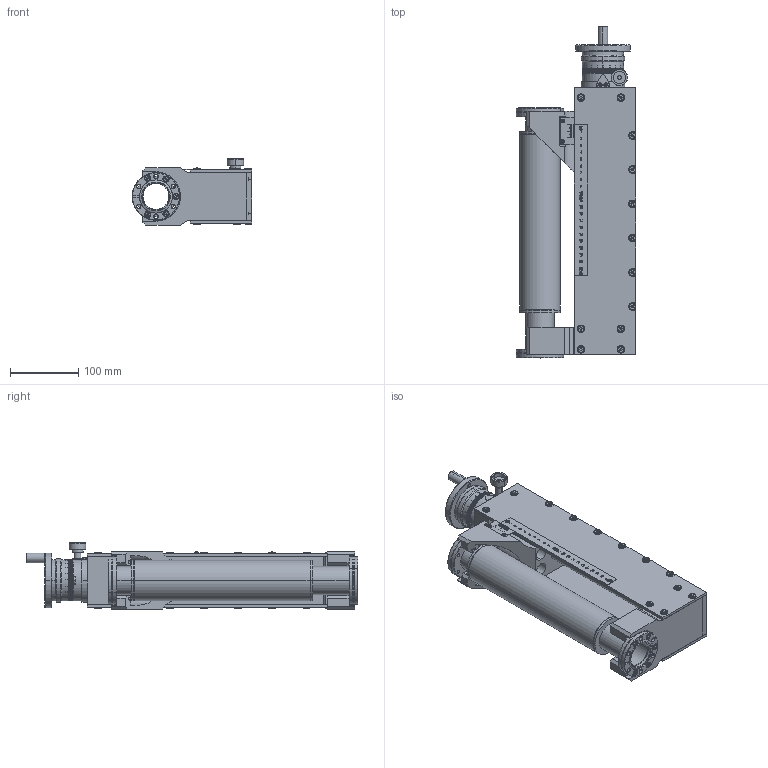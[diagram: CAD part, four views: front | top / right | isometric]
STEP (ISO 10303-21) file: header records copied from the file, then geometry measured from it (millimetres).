
FILE_DESCRIPTION (( 'STEP AP214' ), '1' );
FILE_NAME ('420MZA040-200.stp', '2017-07-05T09:29:32', ( '' ), ( '' ), 'SwSTEP 2.0', 'SolidWorks 2015', '' );
FILE_SCHEMA (( 'AUTOMOTIVE_DESIGN' ));
Length unit declared in the file: millimetre
Products named in the file (1): 420MZA040-200
Bounding box: 174.75 x 484.7 x 97 mm (x, y, z)
Volume: 2393129.9 mm3; surface area: 628833.4 mm2
Topology: 79 solids, 89 shells, 4624 faces, 11579 edges, 7202 vertices
Faces by surface type: plane 2713, cylinder 933, cone 486, torus 268, bspline 210, sphere 14
Entity records: 195239 total; most frequent: CARTESIAN_POINT 35599, DIRECTION 22962, ORIENTED_EDGE 22646, EDGE_CURVE 11323, AXIS2_PLACEMENT_3D 7837, VECTOR 7288, LINE 7288, VERTEX_POINT 7202
